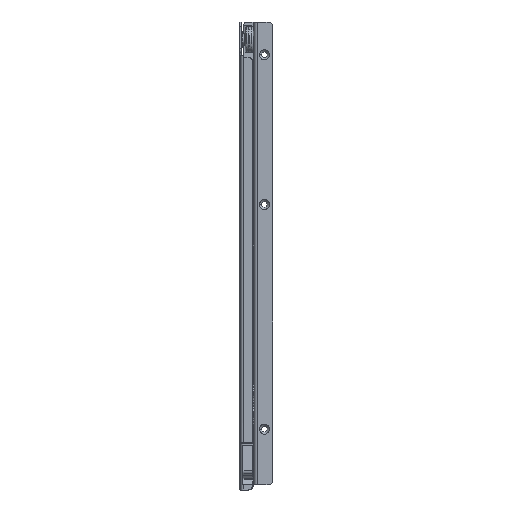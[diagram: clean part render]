
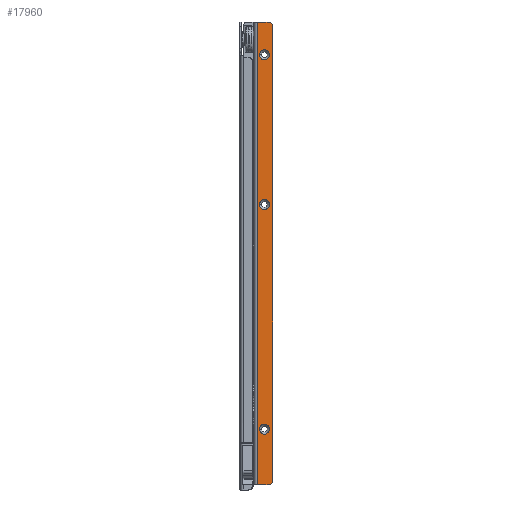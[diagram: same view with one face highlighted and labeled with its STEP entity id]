
A CAD part, front view. The second image highlights one B-rep face of the part: STEP entity #17960.
In plain terms, the highlighted planar face has unit normal (0, -1, 0).
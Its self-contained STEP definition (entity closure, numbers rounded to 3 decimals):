
#1276 = FACE_BOUND ( 'NONE', #16486, .T. ) ;
#1538 = CARTESIAN_POINT ( 'NONE',  ( -28.798, -8.074, 0. ) ) ;
#1732 = EDGE_LOOP ( 'NONE', ( #16919, #2731 ) ) ;
#1975 = VECTOR ( 'NONE', #23371, 1000. ) ;
#2327 = CIRCLE ( 'NONE', #20788, 4.25 ) ;
#2414 = AXIS2_PLACEMENT_3D ( 'NONE', #2575, #38757, #18807 ) ;
#2575 = CARTESIAN_POINT ( 'NONE',  ( 6.5, -8.074, 367.5 ) ) ;
#2731 = ORIENTED_EDGE ( 'NONE', *, *, #37967, .T. ) ;
#3286 = DIRECTION ( 'NONE',  ( -1., 0., 0. ) ) ;
#3794 = CARTESIAN_POINT ( 'NONE',  ( 6.5, -8.074, 239.5 ) ) ;
#3916 = ORIENTED_EDGE ( 'NONE', *, *, #40856, .T. ) ;
#4142 = DIRECTION ( 'NONE',  ( 0., 1., 0. ) ) ;
#4155 = CIRCLE ( 'NONE', #45251, 4.25 ) ;
#4373 = CARTESIAN_POINT ( 'NONE',  ( 13.702, -8.074, 0. ) ) ;
#4511 = EDGE_CURVE ( 'NONE', #11610, #8862, #4155, .T. ) ;
#4903 = VERTEX_POINT ( 'NONE', #15558 ) ;
#6750 = CARTESIAN_POINT ( 'NONE',  ( 13.166, -8.074, 2. ) ) ;
#8862 = VERTEX_POINT ( 'NONE', #43649 ) ;
#9256 = DIRECTION ( 'NONE',  ( 0., -1., 0. ) ) ;
#9671 = DIRECTION ( 'NONE',  ( 0., 1., 0. ) ) ;
#9698 = AXIS2_PLACEMENT_3D ( 'NONE', #15952, #4142, #31974 ) ;
#10413 = CARTESIAN_POINT ( 'NONE',  ( 13.166, -8.074, 393.5 ) ) ;
#10816 = VERTEX_POINT ( 'NONE', #21599 ) ;
#11101 = CARTESIAN_POINT ( 'NONE',  ( 6.5, -8.074, 47.5 ) ) ;
#11226 = CARTESIAN_POINT ( 'NONE',  ( 9.702, -8.074, 395.5 ) ) ;
#11450 = CARTESIAN_POINT ( 'NONE',  ( 10.75, -8.074, 239.5 ) ) ;
#11610 = VERTEX_POINT ( 'NONE', #11450 ) ;
#12047 = LINE ( 'NONE', #28065, #1975 ) ;
#12687 = CARTESIAN_POINT ( 'NONE',  ( 9.702, -8.074, 391.5 ) ) ;
#12924 = CARTESIAN_POINT ( 'NONE',  ( 10.75, -8.074, 47.5 ) ) ;
#13030 = VERTEX_POINT ( 'NONE', #18105 ) ;
#13585 = DIRECTION ( 'NONE',  ( -0.5, 0., 0.866 ) ) ;
#14326 = VERTEX_POINT ( 'NONE', #11226 ) ;
#14861 = CARTESIAN_POINT ( 'NONE',  ( 6.5, -8.074, 367.5 ) ) ;
#15554 = DIRECTION ( 'NONE',  ( -1., 0., 0. ) ) ;
#15558 = CARTESIAN_POINT ( 'NONE',  ( 9.702, -8.074, 0. ) ) ;
#15952 = CARTESIAN_POINT ( 'NONE',  ( 6.5, -8.074, 47.5 ) ) ;
#16486 = EDGE_LOOP ( 'NONE', ( #3916, #41541 ) ) ;
#16647 = CARTESIAN_POINT ( 'NONE',  ( 13.702, -8.074, 2.928 ) ) ;
#16703 = AXIS2_PLACEMENT_3D ( 'NONE', #14861, #51103, #26941 ) ;
#16781 = ORIENTED_EDGE ( 'NONE', *, *, #19211, .F. ) ;
#16874 = DIRECTION ( 'NONE',  ( 0., 0., 1. ) ) ;
#16919 = ORIENTED_EDGE ( 'NONE', *, *, #4511, .T. ) ;
#16962 = ORIENTED_EDGE ( 'NONE', *, *, #24022, .T. ) ;
#17091 = VERTEX_POINT ( 'NONE', #39594 ) ;
#17131 = DIRECTION ( 'NONE',  ( -1., 0., 0. ) ) ;
#17289 = FACE_BOUND ( 'NONE', #1732, .T. ) ;
#17728 = CARTESIAN_POINT ( 'NONE',  ( 13.702, -8.074, 395.5 ) ) ;
#17960 = ADVANCED_FACE ( 'NONE', ( #1276, #17289, #45401, #41459 ), #21489, .F. ) ;
#17997 = EDGE_CURVE ( 'NONE', #17091, #10816, #18325, .T. ) ;
#18105 = CARTESIAN_POINT ( 'NONE',  ( 2.25, -8.074, 47.5 ) ) ;
#18325 = CIRCLE ( 'NONE', #2414, 4.25 ) ;
#18333 = AXIS2_PLACEMENT_3D ( 'NONE', #25030, #9256, #16874 ) ;
#18807 = DIRECTION ( 'NONE',  ( -1., 0., 0. ) ) ;
#18859 = LINE ( 'NONE', #46452, #21725 ) ;
#19211 = EDGE_CURVE ( 'NONE', #27242, #14326, #29804, .T. ) ;
#19382 = CARTESIAN_POINT ( 'NONE',  ( 0.5, -8.074, 395.5 ) ) ;
#19435 = EDGE_CURVE ( 'NONE', #4903, #46213, #18859, .T. ) ;
#19481 = DIRECTION ( 'NONE',  ( 0., 1., 0. ) ) ;
#19775 = DIRECTION ( 'NONE',  ( 0., 0., 1. ) ) ;
#20146 = CARTESIAN_POINT ( 'NONE',  ( 13.166, -8.074, 393.5 ) ) ;
#20788 = AXIS2_PLACEMENT_3D ( 'NONE', #3794, #47103, #3286 ) ;
#21489 = PLANE ( 'NONE',  #51832 ) ;
#21599 = CARTESIAN_POINT ( 'NONE',  ( 10.75, -8.074, 367.5 ) ) ;
#21725 = VECTOR ( 'NONE', #17131, 1000. ) ;
#22776 = ORIENTED_EDGE ( 'NONE', *, *, #26907, .T. ) ;
#22920 = DIRECTION ( 'NONE',  ( -1., 0., 0. ) ) ;
#23130 = DIRECTION ( 'NONE',  ( 0., 0., 1. ) ) ;
#23371 = DIRECTION ( 'NONE',  ( 0.5, 0., 0.866 ) ) ;
#23378 = AXIS2_PLACEMENT_3D ( 'NONE', #12687, #48147, #19775 ) ;
#23835 = EDGE_CURVE ( 'NONE', #24120, #13030, #51580, .T. ) ;
#24022 = EDGE_CURVE ( 'NONE', #13030, #24120, #29789, .T. ) ;
#24120 = VERTEX_POINT ( 'NONE', #12924 ) ;
#24341 = VERTEX_POINT ( 'NONE', #20146 ) ;
#25030 = CARTESIAN_POINT ( 'NONE',  ( 9.702, -8.074, 4. ) ) ;
#25154 = EDGE_CURVE ( 'NONE', #46747, #24341, #49574, .T. ) ;
#26008 = CARTESIAN_POINT ( 'NONE',  ( 0.5, -8.074, 0. ) ) ;
#26359 = DIRECTION ( 'NONE',  ( 1., 0., 0. ) ) ;
#26688 = CIRCLE ( 'NONE', #23378, 4. ) ;
#26731 = EDGE_CURVE ( 'NONE', #24341, #14326, #26688, .T. ) ;
#26907 = EDGE_CURVE ( 'NONE', #4903, #31693, #41002, .T. ) ;
#26941 = DIRECTION ( 'NONE',  ( -1., 0., 0. ) ) ;
#27242 = VERTEX_POINT ( 'NONE', #19382 ) ;
#27563 = VECTOR ( 'NONE', #26359, 1000. ) ;
#27873 = ORIENTED_EDGE ( 'NONE', *, *, #26731, .T. ) ;
#28065 = CARTESIAN_POINT ( 'NONE',  ( 16.63, -8.074, 8. ) ) ;
#28490 = ORIENTED_EDGE ( 'NONE', *, *, #43884, .T. ) ;
#28799 = LINE ( 'NONE', #4373, #42195 ) ;
#28813 = CARTESIAN_POINT ( 'NONE',  ( 13.702, -8.074, 392.572 ) ) ;
#29789 = CIRCLE ( 'NONE', #43192, 4.25 ) ;
#29804 = LINE ( 'NONE', #17728, #27563 ) ;
#30134 = DIRECTION ( 'NONE',  ( 0., 0., -1. ) ) ;
#31104 = ORIENTED_EDGE ( 'NONE', *, *, #45102, .F. ) ;
#31693 = VERTEX_POINT ( 'NONE', #6750 ) ;
#31974 = DIRECTION ( 'NONE',  ( -1., 0., 0. ) ) ;
#32690 = CIRCLE ( 'NONE', #16703, 4.25 ) ;
#34731 = CARTESIAN_POINT ( 'NONE',  ( 6.5, -8.074, 239.5 ) ) ;
#35859 = ORIENTED_EDGE ( 'NONE', *, *, #23835, .T. ) ;
#36403 = DIRECTION ( 'NONE',  ( 0., 0., -1. ) ) ;
#36875 = EDGE_CURVE ( 'NONE', #46213, #27242, #39386, .T. ) ;
#37195 = ORIENTED_EDGE ( 'NONE', *, *, #36875, .F. ) ;
#37967 = EDGE_CURVE ( 'NONE', #8862, #11610, #2327, .T. ) ;
#38757 = DIRECTION ( 'NONE',  ( 0., 1., 0. ) ) ;
#39119 = VECTOR ( 'NONE', #13585, 1000. ) ;
#39386 = LINE ( 'NONE', #47012, #44111 ) ;
#39594 = CARTESIAN_POINT ( 'NONE',  ( 2.25, -8.074, 367.5 ) ) ;
#40232 = EDGE_LOOP ( 'NONE', ( #37195, #44432, #22776, #28490, #31104, #47155, #27873, #16781 ) ) ;
#40856 = EDGE_CURVE ( 'NONE', #10816, #17091, #32690, .T. ) ;
#41002 = CIRCLE ( 'NONE', #18333, 4. ) ;
#41459 = FACE_OUTER_BOUND ( 'NONE', #40232, .T. ) ;
#41541 = ORIENTED_EDGE ( 'NONE', *, *, #17997, .T. ) ;
#42195 = VECTOR ( 'NONE', #36403, 1000. ) ;
#43192 = AXIS2_PLACEMENT_3D ( 'NONE', #11101, #19481, #15554 ) ;
#43424 = VERTEX_POINT ( 'NONE', #16647 ) ;
#43649 = CARTESIAN_POINT ( 'NONE',  ( 2.25, -8.074, 239.5 ) ) ;
#43884 = EDGE_CURVE ( 'NONE', #31693, #43424, #12047, .T. ) ;
#44111 = VECTOR ( 'NONE', #23130, 1000. ) ;
#44432 = ORIENTED_EDGE ( 'NONE', *, *, #19435, .F. ) ;
#45102 = EDGE_CURVE ( 'NONE', #46747, #43424, #28799, .T. ) ;
#45251 = AXIS2_PLACEMENT_3D ( 'NONE', #34731, #46818, #22920 ) ;
#45401 = FACE_BOUND ( 'NONE', #47863, .T. ) ;
#46213 = VERTEX_POINT ( 'NONE', #26008 ) ;
#46452 = CARTESIAN_POINT ( 'NONE',  ( 13.702, -8.074, 0. ) ) ;
#46747 = VERTEX_POINT ( 'NONE', #28813 ) ;
#46818 = DIRECTION ( 'NONE',  ( 0., 1., 0. ) ) ;
#47012 = CARTESIAN_POINT ( 'NONE',  ( 0.5, -8.074, 0. ) ) ;
#47103 = DIRECTION ( 'NONE',  ( 0., 1., 0. ) ) ;
#47155 = ORIENTED_EDGE ( 'NONE', *, *, #25154, .T. ) ;
#47863 = EDGE_LOOP ( 'NONE', ( #35859, #16962 ) ) ;
#48147 = DIRECTION ( 'NONE',  ( 0., -1., 0. ) ) ;
#49574 = LINE ( 'NONE', #10413, #39119 ) ;
#51103 = DIRECTION ( 'NONE',  ( 0., 1., 0. ) ) ;
#51580 = CIRCLE ( 'NONE', #9698, 4.25 ) ;
#51832 = AXIS2_PLACEMENT_3D ( 'NONE', #1538, #9671, #30134 ) ;
